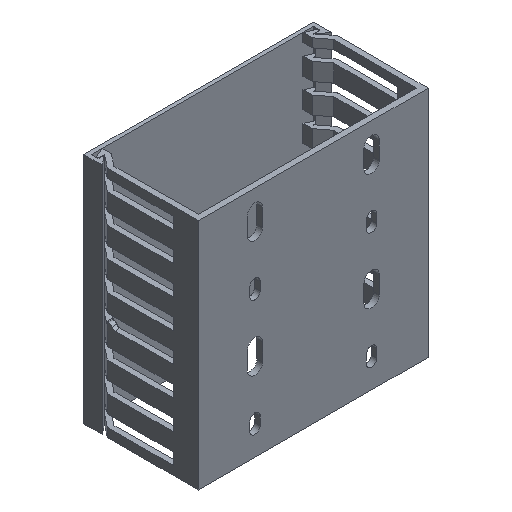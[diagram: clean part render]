
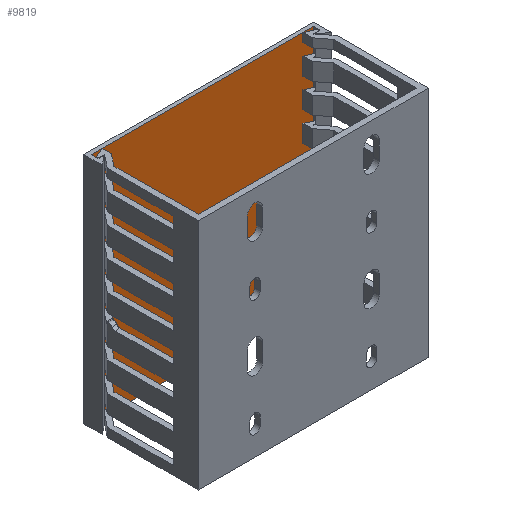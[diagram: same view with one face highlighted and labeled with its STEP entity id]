
A CAD part, isometric view. The second image highlights one B-rep face of the part: STEP entity #9819.
In plain terms, the highlighted planar face has unit normal (0, -1, 0).
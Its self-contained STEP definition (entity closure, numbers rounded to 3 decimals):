
#9587=DIRECTION('',(1.,0.,0.));
#9588=VECTOR('',#9587,95.3);
#9589=CARTESIAN_POINT('',(-47.65,-1.6,100.));
#9590=LINE('',#9589,#9588);
#9591=DIRECTION('',(-1.,0.,0.));
#9592=VECTOR('',#9591,95.3);
#9593=CARTESIAN_POINT('',(47.65,-1.6,0.));
#9594=LINE('',#9593,#9592);
#9595=DIRECTION('',(0.,0.,1.));
#9596=VECTOR('',#9595,100.);
#9597=CARTESIAN_POINT('',(-47.65,-1.6,0.));
#9598=LINE('',#9597,#9596);
#9607=DIRECTION('',(0.,0.,1.));
#9608=VECTOR('',#9607,100.);
#9609=CARTESIAN_POINT('',(47.65,-1.6,0.));
#9610=LINE('',#9609,#9608);
#9627=CARTESIAN_POINT('',(-47.65,-1.6,0.));
#9628=CARTESIAN_POINT('',(-47.65,-1.6,100.));
#9629=VERTEX_POINT('',#9627);
#9630=VERTEX_POINT('',#9628);
#9631=CARTESIAN_POINT('',(47.65,-1.6,0.));
#9632=CARTESIAN_POINT('',(47.65,-1.6,100.));
#9633=VERTEX_POINT('',#9631);
#9634=VERTEX_POINT('',#9632);
#9807=CARTESIAN_POINT('',(-47.65,-1.6,0.));
#9808=DIRECTION('',(0.,-1.,0.));
#9809=DIRECTION('',(1.,0.,0.));
#9810=AXIS2_PLACEMENT_3D('',#9807,#9808,#9809);
#9811=PLANE('',#9810);
#9812=ORIENTED_EDGE('',*,*,#9714,.T.);
#9814=ORIENTED_EDGE('',*,*,#9813,.F.);
#9815=ORIENTED_EDGE('',*,*,#9678,.T.);
#9816=ORIENTED_EDGE('',*,*,#9802,.T.);
#9817=EDGE_LOOP('',(#9812,#9814,#9815,#9816));
#9818=FACE_OUTER_BOUND('',#9817,.F.);
#9678=EDGE_CURVE('',#9633,#9629,#9594,.T.);
#9714=EDGE_CURVE('',#9630,#9634,#9590,.T.);
#9802=EDGE_CURVE('',#9629,#9630,#9598,.T.);
#9813=EDGE_CURVE('',#9633,#9634,#9610,.T.);
#9819=ADVANCED_FACE('',(#9818),#9811,.T.);
